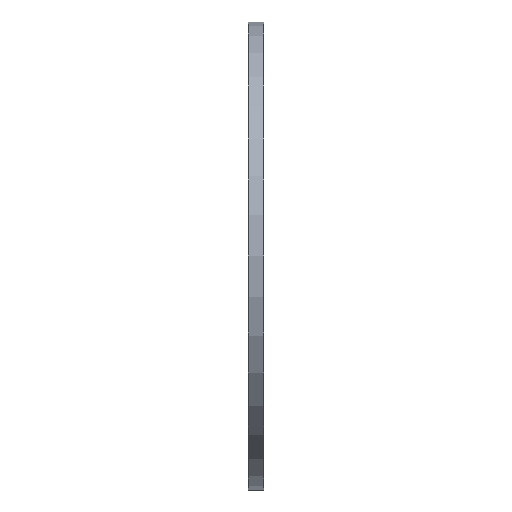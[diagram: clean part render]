
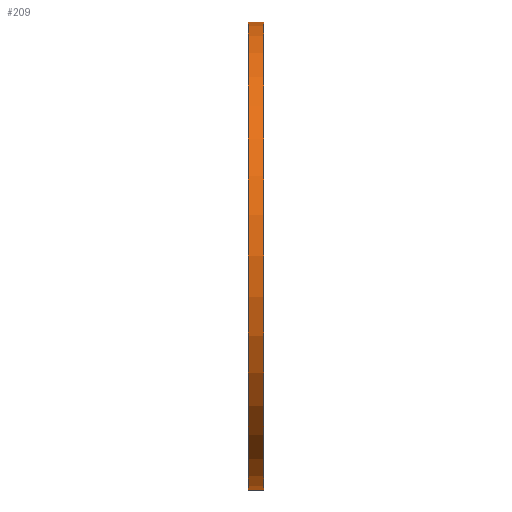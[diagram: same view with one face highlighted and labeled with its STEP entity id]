
A CAD part, left-side view. The second image highlights one B-rep face of the part: STEP entity #209.
In plain terms, the highlighted cylindrical face has radius 30 mm (diameter 60 mm), a partial arc.
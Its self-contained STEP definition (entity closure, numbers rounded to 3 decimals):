
#3 = CYLINDRICAL_SURFACE ( 'NONE', #1552, 30. ) ;
#11 = DIRECTION ( 'NONE',  ( 0., 0., -1. ) ) ;
#15 = CARTESIAN_POINT ( 'NONE',  ( 0., 2., 0. ) ) ;
#30 = ORIENTED_EDGE ( 'NONE', *, *, #1066, .T. ) ;
#68 = CIRCLE ( 'NONE', #515, 30. ) ;
#203 = CARTESIAN_POINT ( 'NONE',  ( 0., 2., 30. ) ) ;
#209 = ADVANCED_FACE ( 'NONE', ( #531 ), #3, .T. ) ;
#218 = CARTESIAN_POINT ( 'NONE',  ( 0., 2., -30. ) ) ;
#232 = VERTEX_POINT ( 'NONE', #407 ) ;
#253 = CARTESIAN_POINT ( 'NONE',  ( 0., 2., 30. ) ) ;
#273 = DIRECTION ( 'NONE',  ( 0., 1., 0. ) ) ;
#293 = ORIENTED_EDGE ( 'NONE', *, *, #602, .T. ) ;
#357 = DIRECTION ( 'NONE',  ( 0., -1., 0. ) ) ;
#405 = ORIENTED_EDGE ( 'NONE', *, *, #1546, .F. ) ;
#407 = CARTESIAN_POINT ( 'NONE',  ( 0., 0., -30. ) ) ;
#416 = VERTEX_POINT ( 'NONE', #455 ) ;
#455 = CARTESIAN_POINT ( 'NONE',  ( 0., 0., 30. ) ) ;
#515 = AXIS2_PLACEMENT_3D ( 'NONE', #15, #995, #1475 ) ;
#531 = FACE_OUTER_BOUND ( 'NONE', #1208, .T. ) ;
#602 = EDGE_CURVE ( 'NONE', #860, #232, #1093, .T. ) ;
#639 = VECTOR ( 'NONE', #1469, 1000. ) ;
#655 = DIRECTION ( 'NONE',  ( 0., 0., 1. ) ) ;
#700 = AXIS2_PLACEMENT_3D ( 'NONE', #894, #273, #655 ) ;
#765 = DIRECTION ( 'NONE',  ( 0., -1., 0. ) ) ;
#860 = VERTEX_POINT ( 'NONE', #218 ) ;
#875 = CARTESIAN_POINT ( 'NONE',  ( 0., 2., -30. ) ) ;
#878 = VERTEX_POINT ( 'NONE', #203 ) ;
#894 = CARTESIAN_POINT ( 'NONE',  ( 0., 0., 0. ) ) ;
#995 = DIRECTION ( 'NONE',  ( 0., 1., 0. ) ) ;
#1012 = LINE ( 'NONE', #253, #1530 ) ;
#1021 = ORIENTED_EDGE ( 'NONE', *, *, #1285, .F. ) ;
#1066 = EDGE_CURVE ( 'NONE', #232, #416, #1528, .T. ) ;
#1093 = LINE ( 'NONE', #875, #639 ) ;
#1137 = CARTESIAN_POINT ( 'NONE',  ( 0., 2., 0. ) ) ;
#1208 = EDGE_LOOP ( 'NONE', ( #405, #1021, #293, #30 ) ) ;
#1285 = EDGE_CURVE ( 'NONE', #860, #878, #68, .T. ) ;
#1469 = DIRECTION ( 'NONE',  ( 0., -1., 0. ) ) ;
#1475 = DIRECTION ( 'NONE',  ( 0., 0., 1. ) ) ;
#1528 = CIRCLE ( 'NONE', #700, 30. ) ;
#1530 = VECTOR ( 'NONE', #765, 1000. ) ;
#1546 = EDGE_CURVE ( 'NONE', #878, #416, #1012, .T. ) ;
#1552 = AXIS2_PLACEMENT_3D ( 'NONE', #1137, #357, #11 ) ;
